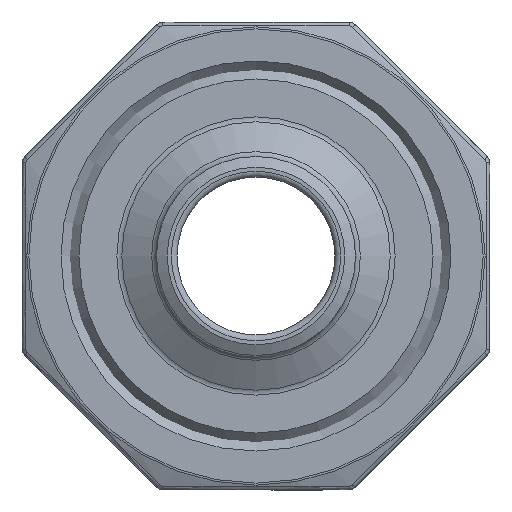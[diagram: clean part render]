
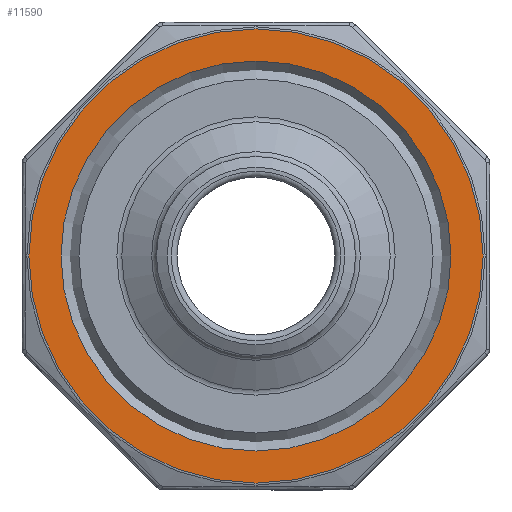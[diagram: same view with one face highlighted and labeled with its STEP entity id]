
A CAD part, left-side view. The second image highlights one B-rep face of the part: STEP entity #11590.
In plain terms, the highlighted planar face has unit normal (-1, 0, 0).
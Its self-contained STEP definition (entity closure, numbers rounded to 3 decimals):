
#168 = EDGE_CURVE ( 'NONE', #8630, #8630, #4578, .T. ) ;
#213 = DIRECTION ( 'NONE',  ( -1., 0., 0. ) ) ;
#1169 = EDGE_LOOP ( 'NONE', ( #10372 ) ) ;
#1501 = PLANE ( 'NONE',  #6330 ) ;
#2304 = EDGE_LOOP ( 'NONE', ( #6135 ) ) ;
#4464 = CARTESIAN_POINT ( 'NONE',  ( -8., 0., 0. ) ) ;
#4578 = CIRCLE ( 'NONE', #6942, 11.647 ) ;
#4865 = VERTEX_POINT ( 'NONE', #9276 ) ;
#5419 = CARTESIAN_POINT ( 'NONE',  ( -8., 0., 0. ) ) ;
#5863 = DIRECTION ( 'NONE',  ( 0., 0., 1. ) ) ;
#6135 = ORIENTED_EDGE ( 'NONE', *, *, #10710, .T. ) ;
#6330 = AXIS2_PLACEMENT_3D ( 'NONE', #16926, #13854, #8585 ) ;
#6896 = CIRCLE ( 'NONE', #15927, 10. ) ;
#6942 = AXIS2_PLACEMENT_3D ( 'NONE', #4464, #213, #5863 ) ;
#8501 = FACE_OUTER_BOUND ( 'NONE', #1169, .T. ) ;
#8585 = DIRECTION ( 'NONE',  ( 0., 0., 1. ) ) ;
#8630 = VERTEX_POINT ( 'NONE', #12980 ) ;
#9276 = CARTESIAN_POINT ( 'NONE',  ( -8., 0., -10. ) ) ;
#10372 = ORIENTED_EDGE ( 'NONE', *, *, #168, .T. ) ;
#10710 = EDGE_CURVE ( 'NONE', #4865, #4865, #6896, .T. ) ;
#11031 = DIRECTION ( 'NONE',  ( 1., 0., 0. ) ) ;
#11590 = ADVANCED_FACE ( 'NONE', ( #8501, #15645 ), #1501, .T. ) ;
#12980 = CARTESIAN_POINT ( 'NONE',  ( -8., 0., 11.647 ) ) ;
#13854 = DIRECTION ( 'NONE',  ( -1., 0., 0. ) ) ;
#15645 = FACE_BOUND ( 'NONE', #2304, .T. ) ;
#15927 = AXIS2_PLACEMENT_3D ( 'NONE', #5419, #11031, #16579 ) ;
#16579 = DIRECTION ( 'NONE',  ( 0., 0., -1. ) ) ;
#16926 = CARTESIAN_POINT ( 'NONE',  ( -8., 19.19, 0. ) ) ;
